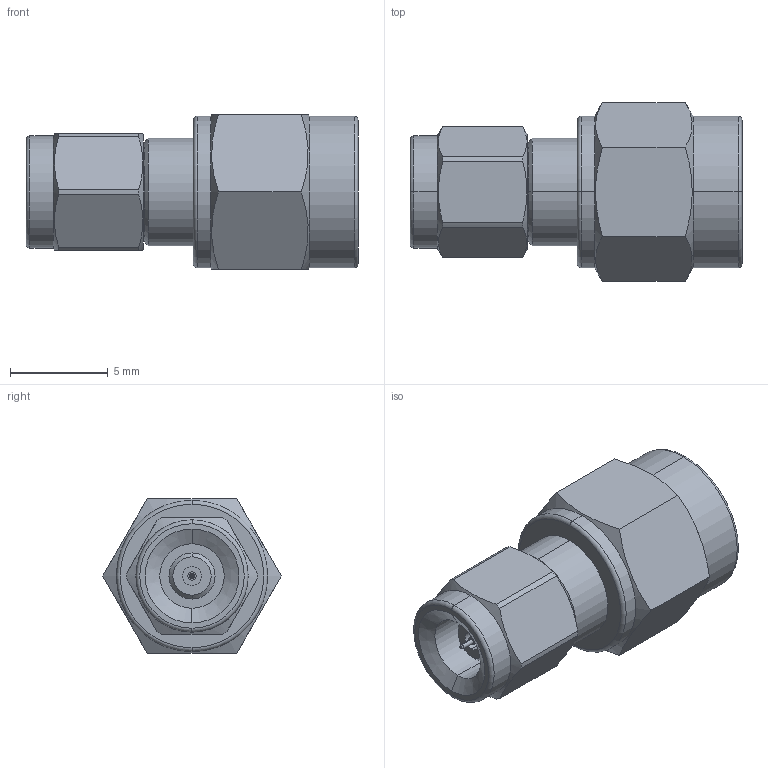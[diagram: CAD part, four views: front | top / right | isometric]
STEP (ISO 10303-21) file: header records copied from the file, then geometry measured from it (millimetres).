
FILE_DESCRIPTION (( 'STEP AP214' ), '1' );
FILE_NAME ('CT-KM1M-LN1.STEP', '2025-01-16T01:19:51', ( '' ), ( '' ), 'SwSTEP 2.0', 'SolidWorks 2021', '' );
FILE_SCHEMA (( 'AUTOMOTIVE_DESIGN' ));
Length unit declared in the file: millimetre
Products named in the file (1): CT-KM1M-LN1
Bounding box: 17 x 9.15 x 7.92 mm (x, y, z)
Volume: 515.2 mm3; surface area: 769.7 mm2
Topology: 1 solids, 1 shells, 99 faces, 218 edges, 134 vertices
Faces by surface type: cylinder 42, plane 27, cone 24, torus 6
Entity records: 3070 total; most frequent: CARTESIAN_POINT 824, DIRECTION 494, ORIENTED_EDGE 436, EDGE_CURVE 218, AXIS2_PLACEMENT_3D 208, VERTEX_POINT 134, EDGE_LOOP 112, CIRCLE 108
